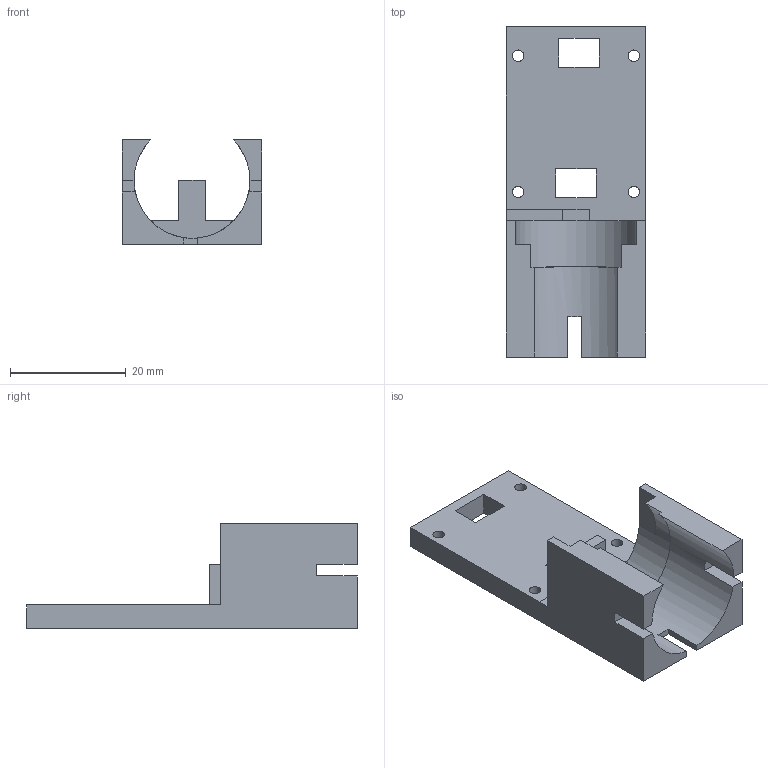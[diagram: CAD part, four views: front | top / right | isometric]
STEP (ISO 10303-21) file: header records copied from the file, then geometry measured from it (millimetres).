
FILE_DESCRIPTION(/* description */ (''),/* implementation_level */ '2;1');
FILE_NAME(/* name */ 'Toggle Box Base - Rev4 v1.step',/* time_stamp */ '2021-08-22T07:34:06+10:00',/* author */ (''),/* organization */ (''),/* preprocessor_version */ 'ST-DEVELOPER v18.1',/* originating_system */ 'Autodesk Translation Framework v10.9.0.1377',/* authorisation */ '');
FILE_SCHEMA (('AUTOMOTIVE_DESIGN { 1 0 10303 214 3 1 1 }'));
Length unit declared in the file: millimetre
Products named in the file (1): Toggle Box Base - Rev4
Bounding box: 24 x 57 x 18 mm (x, y, z)
Volume: 6102.4 mm3; surface area: 5162.9 mm2
Topology: 1 solids, 1 shells, 55 faces, 156 edges, 103 vertices
Faces by surface type: plane 49, cylinder 6
Full cylindrical faces by diameter (mm): 2 x4
Entity records: 1832 total; most frequent: CARTESIAN_POINT 315, ORIENTED_EDGE 312, DIRECTION 297, EDGE_CURVE 156, LINE 127, VECTOR 127, VERTEX_POINT 103, AXIS2_PLACEMENT_3D 85
